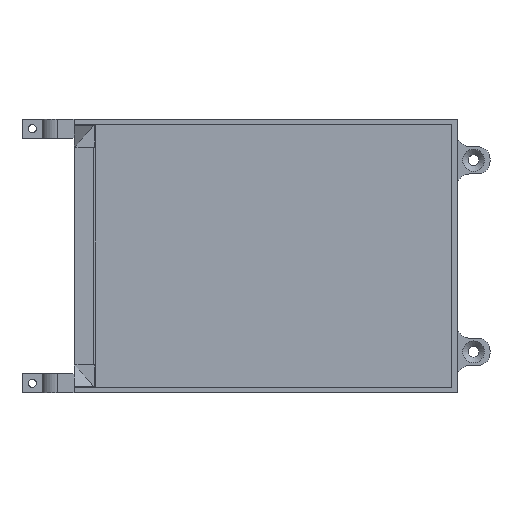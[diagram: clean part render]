
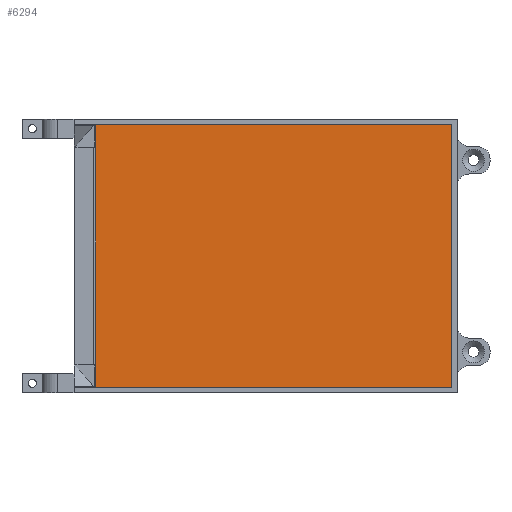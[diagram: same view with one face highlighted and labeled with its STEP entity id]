
A CAD part, top view. The second image highlights one B-rep face of the part: STEP entity #6294.
In plain terms, the highlighted planar face has unit normal (0, 0, 1).
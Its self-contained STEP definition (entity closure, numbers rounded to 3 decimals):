
#3119 = PLANE('',#3120);
#3120 = AXIS2_PLACEMENT_3D('',#3121,#3122,#3123);
#3121 = CARTESIAN_POINT('',(197.,0.,-94.));
#3122 = DIRECTION('',(0.,0.,1.));
#3123 = DIRECTION('',(1.,0.,0.));
#4204 = PLANE('',#4205);
#4205 = AXIS2_PLACEMENT_3D('',#4206,#4207,#4208);
#4206 = CARTESIAN_POINT('',(127.,-48.,-94.));
#4207 = DIRECTION('',(0.,1.,0.));
#4208 = DIRECTION('',(1.,0.,0.));
#4232 = PLANE('',#4233);
#4233 = AXIS2_PLACEMENT_3D('',#4234,#4235,#4236);
#4234 = CARTESIAN_POINT('',(265.,-48.,-94.));
#4235 = DIRECTION('',(-1.,0.,0.));
#4236 = DIRECTION('',(0.,1.,0.));
#4260 = PLANE('',#4261);
#4261 = AXIS2_PLACEMENT_3D('',#4262,#4263,#4264);
#4262 = CARTESIAN_POINT('',(265.,48.,-94.));
#4263 = DIRECTION('',(0.,-1.,0.));
#4264 = DIRECTION('',(-1.,0.,0.));
#5009 = VERTEX_POINT('',#5010);
#5010 = CARTESIAN_POINT('',(135.,-48.,-94.));
#5036 = EDGE_CURVE('',#5009,#5037,#5039,.T.);
#5037 = VERTEX_POINT('',#5038);
#5038 = CARTESIAN_POINT('',(135.,48.,-94.));
#5039 = SURFACE_CURVE('',#5040,(#5044,#5051),.PCURVE_S1.);
#5040 = LINE('',#5041,#5042);
#5041 = CARTESIAN_POINT('',(135.,-48.,-94.));
#5042 = VECTOR('',#5043,1.);
#5043 = DIRECTION('',(0.,1.,0.));
#5044 = PCURVE('',#3119,#5045);
#5045 = DEFINITIONAL_REPRESENTATION('',(#5046),#5050);
#5046 = LINE('',#5047,#5048);
#5047 = CARTESIAN_POINT('',(-62.,-48.));
#5048 = VECTOR('',#5049,1.);
#5049 = DIRECTION('',(0.,1.));
#5050 = ( GEOMETRIC_REPRESENTATION_CONTEXT(2) 
PARAMETRIC_REPRESENTATION_CONTEXT() REPRESENTATION_CONTEXT('2D SPACE',''
  ) );
#5051 = PCURVE('',#5052,#5057);
#5052 = PLANE('',#5053);
#5053 = AXIS2_PLACEMENT_3D('',#5054,#5055,#5056);
#5054 = CARTESIAN_POINT('',(197.,0.,-94.));
#5055 = DIRECTION('',(0.,0.,1.));
#5056 = DIRECTION('',(1.,0.,0.));
#5057 = DEFINITIONAL_REPRESENTATION('',(#5058),#5062);
#5058 = LINE('',#5059,#5060);
#5059 = CARTESIAN_POINT('',(-62.,-48.));
#5060 = VECTOR('',#5061,1.);
#5061 = DIRECTION('',(0.,1.));
#5062 = ( GEOMETRIC_REPRESENTATION_CONTEXT(2) 
PARAMETRIC_REPRESENTATION_CONTEXT() REPRESENTATION_CONTEXT('2D SPACE',''
  ) );
#5733 = VERTEX_POINT('',#5734);
#5734 = CARTESIAN_POINT('',(265.,-48.,-94.));
#5755 = EDGE_CURVE('',#5009,#5733,#5756,.T.);
#5756 = SURFACE_CURVE('',#5757,(#5761,#5768),.PCURVE_S1.);
#5757 = LINE('',#5758,#5759);
#5758 = CARTESIAN_POINT('',(127.,-48.,-94.));
#5759 = VECTOR('',#5760,1.);
#5760 = DIRECTION('',(1.,0.,0.));
#5761 = PCURVE('',#4204,#5762);
#5762 = DEFINITIONAL_REPRESENTATION('',(#5763),#5767);
#5763 = LINE('',#5764,#5765);
#5764 = CARTESIAN_POINT('',(0.,0.));
#5765 = VECTOR('',#5766,1.);
#5766 = DIRECTION('',(1.,0.));
#5767 = ( GEOMETRIC_REPRESENTATION_CONTEXT(2) 
PARAMETRIC_REPRESENTATION_CONTEXT() REPRESENTATION_CONTEXT('2D SPACE',''
  ) );
#5768 = PCURVE('',#5052,#5769);
#5769 = DEFINITIONAL_REPRESENTATION('',(#5770),#5774);
#5770 = LINE('',#5771,#5772);
#5771 = CARTESIAN_POINT('',(-70.,-48.));
#5772 = VECTOR('',#5773,1.);
#5773 = DIRECTION('',(1.,0.));
#5774 = ( GEOMETRIC_REPRESENTATION_CONTEXT(2) 
PARAMETRIC_REPRESENTATION_CONTEXT() REPRESENTATION_CONTEXT('2D SPACE',''
  ) );
#5826 = VERTEX_POINT('',#5827);
#5827 = CARTESIAN_POINT('',(265.,48.,-94.));
#5848 = EDGE_CURVE('',#5733,#5826,#5849,.T.);
#5849 = SURFACE_CURVE('',#5850,(#5854,#5861),.PCURVE_S1.);
#5850 = LINE('',#5851,#5852);
#5851 = CARTESIAN_POINT('',(265.,-48.,-94.));
#5852 = VECTOR('',#5853,1.);
#5853 = DIRECTION('',(0.,1.,0.));
#5854 = PCURVE('',#4232,#5855);
#5855 = DEFINITIONAL_REPRESENTATION('',(#5856),#5860);
#5856 = LINE('',#5857,#5858);
#5857 = CARTESIAN_POINT('',(0.,0.));
#5858 = VECTOR('',#5859,1.);
#5859 = DIRECTION('',(1.,0.));
#5860 = ( GEOMETRIC_REPRESENTATION_CONTEXT(2) 
PARAMETRIC_REPRESENTATION_CONTEXT() REPRESENTATION_CONTEXT('2D SPACE',''
  ) );
#5861 = PCURVE('',#5052,#5862);
#5862 = DEFINITIONAL_REPRESENTATION('',(#5863),#5867);
#5863 = LINE('',#5864,#5865);
#5864 = CARTESIAN_POINT('',(68.,-48.));
#5865 = VECTOR('',#5866,1.);
#5866 = DIRECTION('',(0.,1.));
#5867 = ( GEOMETRIC_REPRESENTATION_CONTEXT(2) 
PARAMETRIC_REPRESENTATION_CONTEXT() REPRESENTATION_CONTEXT('2D SPACE',''
  ) );
#5872 = EDGE_CURVE('',#5826,#5037,#5873,.T.);
#5873 = SURFACE_CURVE('',#5874,(#5878,#5885),.PCURVE_S1.);
#5874 = LINE('',#5875,#5876);
#5875 = CARTESIAN_POINT('',(265.,48.,-94.));
#5876 = VECTOR('',#5877,1.);
#5877 = DIRECTION('',(-1.,0.,0.));
#5878 = PCURVE('',#4260,#5879);
#5879 = DEFINITIONAL_REPRESENTATION('',(#5880),#5884);
#5880 = LINE('',#5881,#5882);
#5881 = CARTESIAN_POINT('',(0.,-0.));
#5882 = VECTOR('',#5883,1.);
#5883 = DIRECTION('',(1.,0.));
#5884 = ( GEOMETRIC_REPRESENTATION_CONTEXT(2) 
PARAMETRIC_REPRESENTATION_CONTEXT() REPRESENTATION_CONTEXT('2D SPACE',''
  ) );
#5885 = PCURVE('',#5052,#5886);
#5886 = DEFINITIONAL_REPRESENTATION('',(#5887),#5891);
#5887 = LINE('',#5888,#5889);
#5888 = CARTESIAN_POINT('',(68.,48.));
#5889 = VECTOR('',#5890,1.);
#5890 = DIRECTION('',(-1.,0.));
#5891 = ( GEOMETRIC_REPRESENTATION_CONTEXT(2) 
PARAMETRIC_REPRESENTATION_CONTEXT() REPRESENTATION_CONTEXT('2D SPACE',''
  ) );
#6294 = ADVANCED_FACE('',(#6295),#5052,.T.);
#6295 = FACE_BOUND('',#6296,.T.);
#6296 = EDGE_LOOP('',(#6297,#6298,#6299,#6300));
#6297 = ORIENTED_EDGE('',*,*,#5036,.F.);
#6298 = ORIENTED_EDGE('',*,*,#5755,.T.);
#6299 = ORIENTED_EDGE('',*,*,#5848,.T.);
#6300 = ORIENTED_EDGE('',*,*,#5872,.T.);
